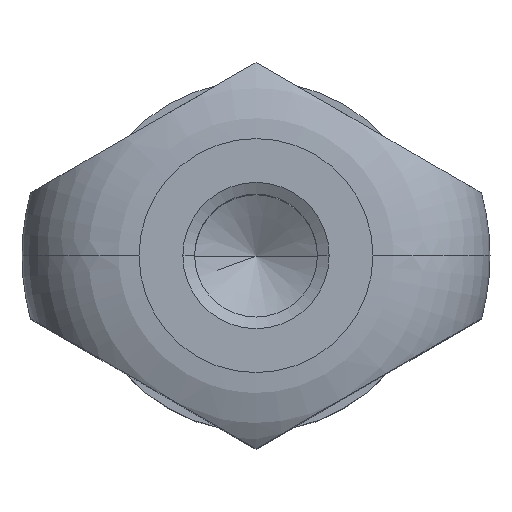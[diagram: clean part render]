
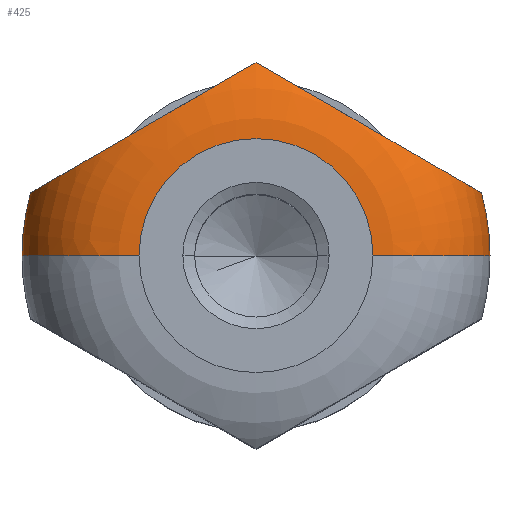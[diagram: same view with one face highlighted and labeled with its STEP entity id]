
A CAD part, top view. The second image highlights one B-rep face of the part: STEP entity #425.
In plain terms, the highlighted toroidal (fillet/blend) face has major radius 4 mm and minor radius 4 mm.
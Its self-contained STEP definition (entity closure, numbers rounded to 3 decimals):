
#285=EDGE_CURVE('',#439,#445,#787,.T.);
#331=EDGE_CURVE('',#437,#641,#837,.T.);
#349=EDGE_CURVE('',#687,#549,#855,.T.);
#415=EDGE_CURVE('',#437,#687,#928,.T.);
#425=ADVANCED_FACE('',(#939),#940,.T.);
#437=VERTEX_POINT('',#953);
#439=VERTEX_POINT('',#955);
#445=VERTEX_POINT('',#961);
#447=VERTEX_POINT('',#963);
#483=EDGE_CURVE('',#445,#447,#1007,.T.);
#549=VERTEX_POINT('',#1082);
#595=EDGE_CURVE('',#549,#439,#1132,.T.);
#605=EDGE_CURVE('',#447,#641,#1142,.T.);
#641=VERTEX_POINT('',#1183);
#687=VERTEX_POINT('',#1230);
#787=B_SPLINE_CURVE_WITH_KNOTS('',3,(#1335,#1336,#1337,#1338,#1339,#1340,#1341,#1342,#1343,#1344,#1345,#1346,#1347,#1348,#1349,#1350,#1351,#1352,#1353,#1354,#1355,#1356,#1357,#1358,#1359,#1360),.UNSPECIFIED.,.F.,.F.,(4,2,2,2,2,2,2,2,2,2,2,2,4),(10.839,11.258,12.178,14.017,15.857,16.776,17.696,18.368,19.041,19.562,20.083,20.554,21.026),.UNSPECIFIED.);
#837=CIRCLE('',#1446,4.);
#855=CIRCLE('',#1480,8.);
#928=CIRCLE('',#1602,4.0);
#939=FACE_OUTER_BOUND('',#1616,.T.);
#940=TOROIDAL_SURFACE('',#1617,4.,4.0);
#953=CARTESIAN_POINT('',(4.,0.,16.));
#955=CARTESIAN_POINT('',(0.,6.599,15.041));
#961=CARTESIAN_POINT('',(-7.706,2.15,12.));
#963=CARTESIAN_POINT('',(-8.,0.,12.));
#1007=CIRCLE('',#1747,8.);
#1082=CARTESIAN_POINT('',(7.706,2.15,12.));
#1132=B_SPLINE_CURVE_WITH_KNOTS('',3,(#1957,#1958,#1959,#1960,#1961,#1962,#1963,#1964,#1965,#1966,#1967,#1968,#1969,#1970,#1971,#1972,#1973,#1974,#1975,#1976,#1977,#1978,#1979,#1980,#1981,#1982),.UNSPECIFIED.,.F.,.F.,(4,2,2,2,2,2,2,2,2,2,2,2,4),(7.009,7.48,7.951,8.472,8.993,9.666,10.338,11.258,12.178,14.017,15.857,16.776,17.195),.UNSPECIFIED.);
#1142=CIRCLE('',#2014,4.0);
#1183=CARTESIAN_POINT('',(-4.,0.,16.));
#1230=CARTESIAN_POINT('',(8.,0.,12.));
#1335=CARTESIAN_POINT('',(0.,6.599,15.041));
#1336=CARTESIAN_POINT('',(-0.115,6.533,15.097));
#1337=CARTESIAN_POINT('',(-0.233,6.464,15.149));
#1338=CARTESIAN_POINT('',(-0.619,6.241,15.301));
#1339=CARTESIAN_POINT('',(-0.898,6.081,15.382));
#1340=CARTESIAN_POINT('',(-1.745,5.592,15.568));
#1341=CARTESIAN_POINT('',(-2.326,5.256,15.614));
#1342=CARTESIAN_POINT('',(-3.388,4.643,15.614));
#1343=CARTESIAN_POINT('',(-3.97,4.307,15.568));
#1344=CARTESIAN_POINT('',(-4.817,3.818,15.382));
#1345=CARTESIAN_POINT('',(-5.095,3.657,15.301));
#1346=CARTESIAN_POINT('',(-5.626,3.351,15.093));
#1347=CARTESIAN_POINT('',(-5.879,3.205,14.966));
#1348=CARTESIAN_POINT('',(-6.281,2.973,14.709));
#1349=CARTESIAN_POINT('',(-6.46,2.869,14.575));
#1350=CARTESIAN_POINT('',(-6.791,2.678,14.271));
#1351=CARTESIAN_POINT('',(-6.944,2.59,14.1));
#1352=CARTESIAN_POINT('',(-7.167,2.461,13.796));
#1353=CARTESIAN_POINT('',(-7.264,2.405,13.642));
#1354=CARTESIAN_POINT('',(-7.432,2.308,13.316));
#1355=CARTESIAN_POINT('',(-7.502,2.268,13.143));
#1356=CARTESIAN_POINT('',(-7.6,2.211,12.832));
#1357=CARTESIAN_POINT('',(-7.641,2.187,12.666));
#1358=CARTESIAN_POINT('',(-7.693,2.157,12.329));
#1359=CARTESIAN_POINT('',(-7.706,2.15,12.157));
#1360=CARTESIAN_POINT('',(-7.706,2.15,12.));
#1446=AXIS2_PLACEMENT_3D('',#2360,#2361,#2362);
#1480=AXIS2_PLACEMENT_3D('',#2373,#2374,#2375);
#1602=AXIS2_PLACEMENT_3D('',#2459,#2460,#2461);
#1616=EDGE_LOOP('',(#2473,#2474,#2475,#2476,#2477,#2478,#2479));
#1617=AXIS2_PLACEMENT_3D('',#2480,#2481,#2482);
#1747=AXIS2_PLACEMENT_3D('',#2554,#2555,#2556);
#1957=CARTESIAN_POINT('',(7.706,2.15,12.));
#1958=CARTESIAN_POINT('',(7.706,2.15,12.157));
#1959=CARTESIAN_POINT('',(7.693,2.157,12.329));
#1960=CARTESIAN_POINT('',(7.641,2.187,12.666));
#1961=CARTESIAN_POINT('',(7.6,2.211,12.832));
#1962=CARTESIAN_POINT('',(7.502,2.268,13.143));
#1963=CARTESIAN_POINT('',(7.432,2.308,13.316));
#1964=CARTESIAN_POINT('',(7.264,2.405,13.642));
#1965=CARTESIAN_POINT('',(7.167,2.461,13.796));
#1966=CARTESIAN_POINT('',(6.944,2.59,14.1));
#1967=CARTESIAN_POINT('',(6.791,2.678,14.271));
#1968=CARTESIAN_POINT('',(6.46,2.869,14.575));
#1969=CARTESIAN_POINT('',(6.281,2.973,14.709));
#1970=CARTESIAN_POINT('',(5.879,3.205,14.966));
#1971=CARTESIAN_POINT('',(5.626,3.351,15.093));
#1972=CARTESIAN_POINT('',(5.095,3.657,15.301));
#1973=CARTESIAN_POINT('',(4.817,3.818,15.382));
#1974=CARTESIAN_POINT('',(3.97,4.307,15.568));
#1975=CARTESIAN_POINT('',(3.388,4.643,15.614));
#1976=CARTESIAN_POINT('',(2.326,5.256,15.614));
#1977=CARTESIAN_POINT('',(1.745,5.592,15.568));
#1978=CARTESIAN_POINT('',(0.898,6.081,15.382));
#1979=CARTESIAN_POINT('',(0.619,6.241,15.301));
#1980=CARTESIAN_POINT('',(0.233,6.464,15.149));
#1981=CARTESIAN_POINT('',(0.115,6.533,15.097));
#1982=CARTESIAN_POINT('',(0.,6.599,15.041));
#2014=AXIS2_PLACEMENT_3D('',#2705,#2706,#2707);
#2360=CARTESIAN_POINT('',(0.0,0.,16.));
#2361=DIRECTION('',(0.0,0.0,1.0));
#2362=DIRECTION('',(-1.0,0.,0.0));
#2373=CARTESIAN_POINT('',(0.0,0.,12.));
#2374=DIRECTION('',(0.0,0.0,1.0));
#2375=DIRECTION('',(-1.0,0.,0.0));
#2459=CARTESIAN_POINT('',(4.,0.,12.));
#2460=DIRECTION('',(0.,1.0,0.0));
#2461=DIRECTION('',(1.0,0.,0.0));
#2473=ORIENTED_EDGE('',*,*,#605,.T.);
#2474=ORIENTED_EDGE('',*,*,#331,.F.);
#2475=ORIENTED_EDGE('',*,*,#415,.T.);
#2476=ORIENTED_EDGE('',*,*,#349,.T.);
#2477=ORIENTED_EDGE('',*,*,#595,.T.);
#2478=ORIENTED_EDGE('',*,*,#285,.T.);
#2479=ORIENTED_EDGE('',*,*,#483,.T.);
#2480=CARTESIAN_POINT('',(0.0,0.,12.));
#2481=DIRECTION('',(0.0,0.0,1.0));
#2482=DIRECTION('',(-1.0,0.,0.0));
#2554=CARTESIAN_POINT('',(0.0,0.,12.));
#2555=DIRECTION('',(0.0,0.0,1.0));
#2556=DIRECTION('',(-1.0,0.,0.0));
#2705=CARTESIAN_POINT('',(-4.,0.,12.));
#2706=DIRECTION('',(0.,1.0,-0.0));
#2707=DIRECTION('',(-1.0,0.,0.0));
